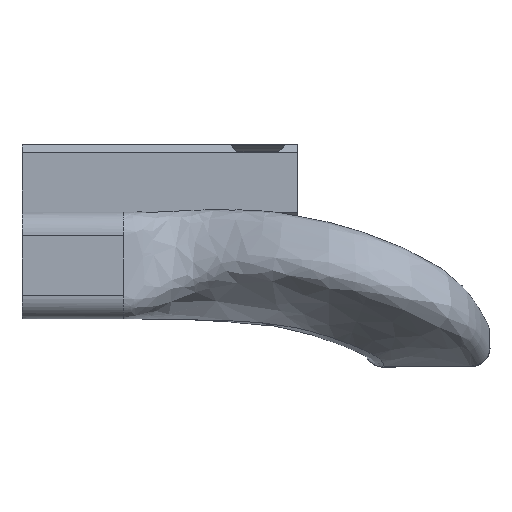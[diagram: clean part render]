
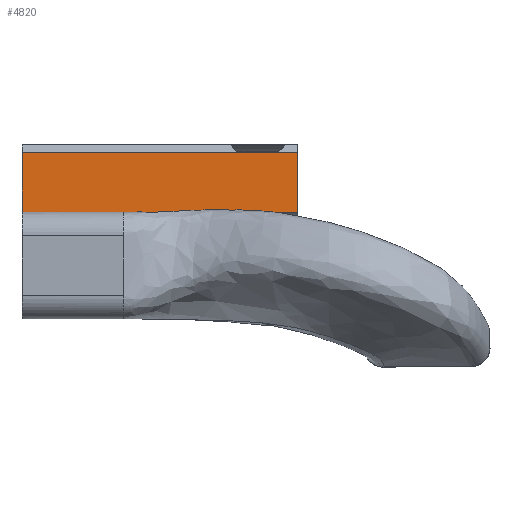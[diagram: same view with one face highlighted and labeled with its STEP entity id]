
A CAD part, left-side view. The second image highlights one B-rep face of the part: STEP entity #4820.
In plain terms, the highlighted planar face has unit normal (-1, 0, 0).
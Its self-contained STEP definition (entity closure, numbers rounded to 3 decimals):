
#134=PLANE('',#5021);
#368=LINE('',#14957,#715);
#410=LINE('',#18064,#757);
#414=LINE('',#18079,#761);
#423=LINE('',#18100,#770);
#424=LINE('',#18102,#771);
#425=LINE('',#18103,#772);
#715=VECTOR('',#5435,10.);
#757=VECTOR('',#5539,5.649);
#761=VECTOR('',#5549,10.);
#770=VECTOR('',#5580,8.516);
#771=VECTOR('',#5581,7.5);
#772=VECTOR('',#5582,27.3);
#1150=FACE_OUTER_BOUND('',#1404,.T.);
#1404=EDGE_LOOP('',(#4167,#4168,#4169,#4170,#4171,#4172,#4173));
#1600=B_SPLINE_CURVE_WITH_KNOTS('',3,(#11525,#11526,#11527,#11528,#11529,
#11530,#11531,#11532,#11533,#11534,#11535,#11536,#11537,#11538,#11539,#11540),
 .UNSPECIFIED.,.F.,.F.,(4,3,3,3,3,4),(-0.956,-0.669,
-0.502,-0.116,-0.108,0.),
 .UNSPECIFIED.);
#1937=VERTEX_POINT('',#11517);
#1938=VERTEX_POINT('',#11524);
#1939=VERTEX_POINT('',#11541);
#2222=VERTEX_POINT('',#14954);
#2223=VERTEX_POINT('',#14956);
#2284=VERTEX_POINT('',#18099);
#2285=VERTEX_POINT('',#18101);
#2456=EDGE_CURVE('',#1937,#1938,#1600,.T.);
#2873=EDGE_CURVE('',#2222,#2223,#368,.T.);
#2948=EDGE_CURVE('',#1938,#1939,#410,.T.);
#2953=EDGE_CURVE('',#1939,#2222,#414,.T.);
#2962=EDGE_CURVE('',#2284,#1937,#423,.T.);
#2963=EDGE_CURVE('',#2284,#2285,#424,.T.);
#2964=EDGE_CURVE('',#2285,#2223,#425,.T.);
#4167=ORIENTED_EDGE('',*,*,#2456,.F.);
#4168=ORIENTED_EDGE('',*,*,#2962,.F.);
#4169=ORIENTED_EDGE('',*,*,#2963,.T.);
#4170=ORIENTED_EDGE('',*,*,#2964,.T.);
#4171=ORIENTED_EDGE('',*,*,#2873,.F.);
#4172=ORIENTED_EDGE('',*,*,#2953,.F.);
#4173=ORIENTED_EDGE('',*,*,#2948,.F.);
#4820=ADVANCED_FACE('',(#1150),#134,.T.);
#5021=AXIS2_PLACEMENT_3D('',#18098,#5578,#5579);
#5435=DIRECTION('',(0.,0.,1.));
#5539=DIRECTION('',(0.,1.,0.));
#5549=DIRECTION('',(0.,1.,0.));
#5578=DIRECTION('center_axis',(-1.,0.,0.));
#5579=DIRECTION('ref_axis',(0.,0.,1.));
#5580=DIRECTION('',(0.,1.,0.));
#5581=DIRECTION('',(0.,0.,1.));
#5582=DIRECTION('',(0.,1.,0.));
#11517=CARTESIAN_POINT('',(58.,-5.134,-20.));
#11524=CARTESIAN_POINT('',(58.,2.701,-20.));
#11525=CARTESIAN_POINT('Ctrl Pts',(58.,-5.134,-20.));
#11526=CARTESIAN_POINT('Ctrl Pts',(58.,-4.169,-19.868));
#11527=CARTESIAN_POINT('Ctrl Pts',(58.,-3.159,-19.802));
#11528=CARTESIAN_POINT('Ctrl Pts',(58.,-2.177,-19.779));
#11529=CARTESIAN_POINT('Ctrl Pts',(58.,-1.606,-19.765));
#11530=CARTESIAN_POINT('Ctrl Pts',(58.,-1.013,-19.767));
#11531=CARTESIAN_POINT('Ctrl Pts',(58.,-0.573,-19.774));
#11532=CARTESIAN_POINT('Ctrl Pts',(58.,0.447,-19.792));
#11533=CARTESIAN_POINT('Ctrl Pts',(58.,0.85,-19.8));
#11534=CARTESIAN_POINT('Ctrl Pts',(58.,1.74,-19.896));
#11535=CARTESIAN_POINT('Ctrl Pts',(58.,1.758,-19.898));
#11536=CARTESIAN_POINT('Ctrl Pts',(58.,1.776,-19.9));
#11537=CARTESIAN_POINT('Ctrl Pts',(58.,1.794,-19.902));
#11538=CARTESIAN_POINT('Ctrl Pts',(58.,2.048,-19.93));
#11539=CARTESIAN_POINT('Ctrl Pts',(58.,2.342,-19.966));
#11540=CARTESIAN_POINT('Ctrl Pts',(58.,2.701,-20.));
#11541=CARTESIAN_POINT('',(58.,8.35,-20.));
#14954=CARTESIAN_POINT('',(58.,21.15,-20.));
#14956=CARTESIAN_POINT('',(58.,21.15,-12.5));
#14957=CARTESIAN_POINT('',(58.,21.15,-20.));
#18064=CARTESIAN_POINT('',(58.,2.701,-20.));
#18079=CARTESIAN_POINT('',(58.,13.65,-20.));
#18098=CARTESIAN_POINT('Origin',(58.,-13.65,-15.75));
#18099=CARTESIAN_POINT('',(58.,-13.65,-20.));
#18100=CARTESIAN_POINT('',(58.,-13.65,-20.));
#18101=CARTESIAN_POINT('',(58.,-13.65,-12.5));
#18102=CARTESIAN_POINT('',(58.,-13.65,-20.));
#18103=CARTESIAN_POINT('',(58.,-13.65,-12.5));
